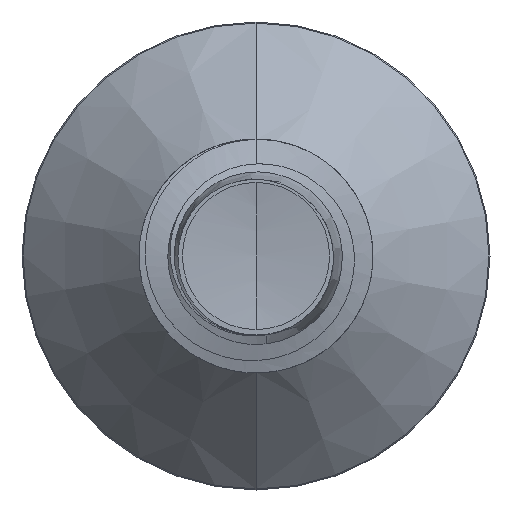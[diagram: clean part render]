
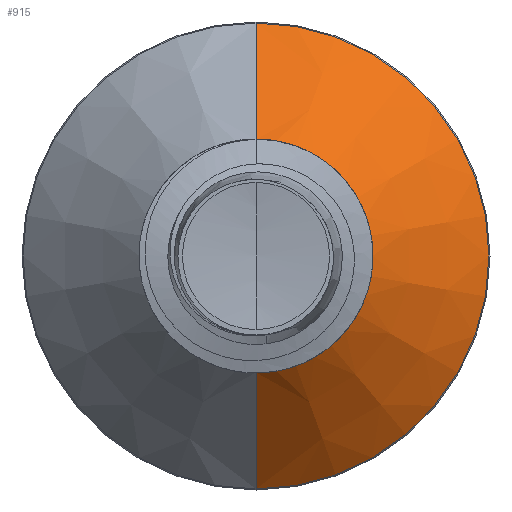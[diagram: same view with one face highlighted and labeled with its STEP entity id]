
A CAD part, front view. The second image highlights one B-rep face of the part: STEP entity #915.
In plain terms, the highlighted conical face has half-angle 45 degrees and reference radius 0.996 mm.
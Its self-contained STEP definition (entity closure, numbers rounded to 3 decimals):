
#442 = CIRCLE ( 'NONE', #2932, 0.996 ) ;
#724 = DIRECTION ( 'NONE',  ( 0., 1., 0. ) ) ;
#824 = VERTEX_POINT ( 'NONE', #3827 ) ;
#915 = ADVANCED_FACE ( 'NONE', ( #3376 ), #9697, .T. ) ;
#2362 = CARTESIAN_POINT ( 'NONE',  ( 0., 3.141, 0. ) ) ;
#2394 = CARTESIAN_POINT ( 'NONE',  ( 0., 3.141, 1.991 ) ) ;
#2750 = CARTESIAN_POINT ( 'NONE',  ( 0., 2.146, -0.996 ) ) ;
#2932 = AXIS2_PLACEMENT_3D ( 'NONE', #6771, #724, #7561 ) ;
#3376 = FACE_OUTER_BOUND ( 'NONE', #8140, .T. ) ;
#3427 = DIRECTION ( 'NONE',  ( 0., 0., 1. ) ) ;
#3781 = EDGE_CURVE ( 'NONE', #8611, #9202, #9037, .T. ) ;
#3827 = CARTESIAN_POINT ( 'NONE',  ( 0., 2.146, -0.996 ) ) ;
#5235 = DIRECTION ( 'NONE',  ( 0., 0., 1. ) ) ;
#5415 = DIRECTION ( 'NONE',  ( 0., 1., 0. ) ) ;
#6245 = CARTESIAN_POINT ( 'NONE',  ( 0., 2.146, 0. ) ) ;
#6771 = CARTESIAN_POINT ( 'NONE',  ( 0., 2.146, 0. ) ) ;
#7172 = CARTESIAN_POINT ( 'NONE',  ( 0., 2.146, 0.996 ) ) ;
#7296 = DIRECTION ( 'NONE',  ( 0., 0.707, -0.707 ) ) ;
#7497 = ORIENTED_EDGE ( 'NONE', *, *, #7544, .F. ) ;
#7510 = ORIENTED_EDGE ( 'NONE', *, *, #9494, .T. ) ;
#7520 = ORIENTED_EDGE ( 'NONE', *, *, #8875, .T. ) ;
#7544 = EDGE_CURVE ( 'NONE', #9202, #9721, #8641, .T. ) ;
#7561 = DIRECTION ( 'NONE',  ( 0., 0., 1. ) ) ;
#7749 = VECTOR ( 'NONE', #7296, 1000. ) ;
#8140 = EDGE_LOOP ( 'NONE', ( #7520, #7510, #7497, #8203 ) ) ;
#8203 = ORIENTED_EDGE ( 'NONE', *, *, #3781, .F. ) ;
#8258 = LINE ( 'NONE', #2750, #7749 ) ;
#8282 = DIRECTION ( 'NONE',  ( 0., 0.707, 0.707 ) ) ;
#8611 = VERTEX_POINT ( 'NONE', #10770 ) ;
#8638 = DIRECTION ( 'NONE',  ( 0., 1., 0. ) ) ;
#8641 = CIRCLE ( 'NONE', #9618, 1.991 ) ;
#8875 = EDGE_CURVE ( 'NONE', #8611, #824, #442, .T. ) ;
#9037 = LINE ( 'NONE', #7172, #9318 ) ;
#9202 = VERTEX_POINT ( 'NONE', #2394 ) ;
#9318 = VECTOR ( 'NONE', #8282, 1000. ) ;
#9494 = EDGE_CURVE ( 'NONE', #824, #9721, #8258, .T. ) ;
#9618 = AXIS2_PLACEMENT_3D ( 'NONE', #2362, #8638, #3427 ) ;
#9697 = CONICAL_SURFACE ( 'NONE', #9844, 0.996, 0.785 ) ;
#9700 = CARTESIAN_POINT ( 'NONE',  ( 0., 3.141, -1.991 ) ) ;
#9721 = VERTEX_POINT ( 'NONE', #9700 ) ;
#9844 = AXIS2_PLACEMENT_3D ( 'NONE', #6245, #5415, #5235 ) ;
#10770 = CARTESIAN_POINT ( 'NONE',  ( 0., 2.146, 0.996 ) ) ;
